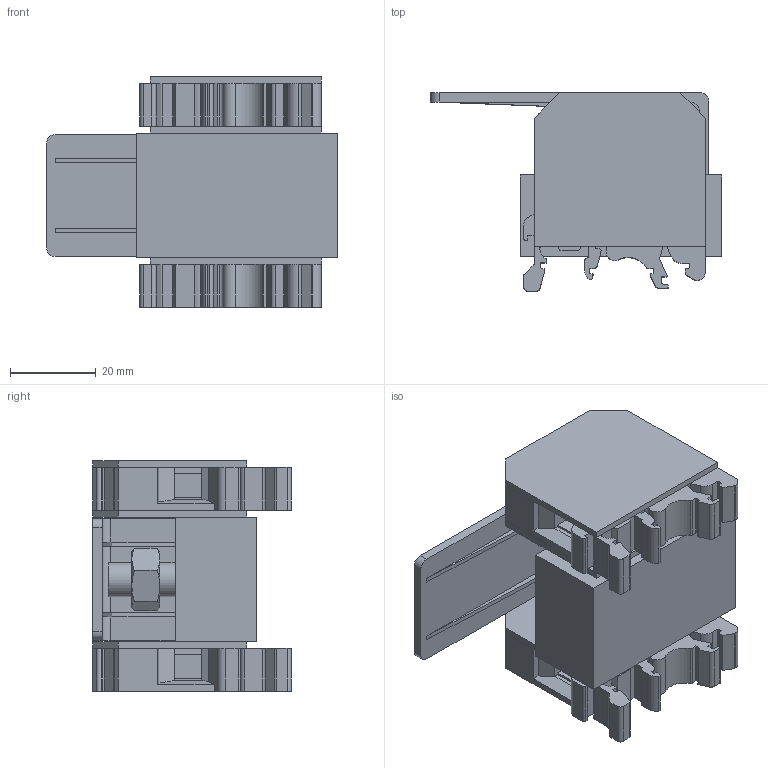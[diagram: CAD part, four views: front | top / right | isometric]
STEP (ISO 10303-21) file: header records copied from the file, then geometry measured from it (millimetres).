
FILE_DESCRIPTION(/* description */ ('Unknown'),/* implementation_level */ '2;1');
FILE_NAME(/* name */ 'DBK-1X2_GY_3D',/* time_stamp */ '2019-10-16T11:23:11+06:00',/* author */ ('Unknown'),/* organization */ ('Unknown'),/* preprocessor_version */ 'ST-DEVELOPER v16.7',/* originating_system */ 'DEX',/* authorisation */ $);
FILE_SCHEMA (('AUTOMOTIVE_DESIGN {1 0 10303 214 3 1 1}'));
Length unit declared in the file: millimetre
Products named in the file (1): DBK-1X2
Bounding box: 68 x 46.4 x 53.86 mm (x, y, z)
Volume: 66032.1 mm3; surface area: 32977 mm2
Topology: 1 solids, 4 shells, 424 faces, 1188 edges, 792 vertices
Faces by surface type: plane 312, cylinder 98, cone 14
Full cylindrical faces by diameter (mm): 2.9 x4, 6.5 x4, 8 x2
Entity records: 16474 total; most frequent: CARTESIAN_POINT 2449, ORIENTED_EDGE 2336, DIRECTION 2206, EDGE_CURVE 1168, LINE 932, VECTOR 932, VERTEX_POINT 784, AXIS2_PLACEMENT_3D 637
